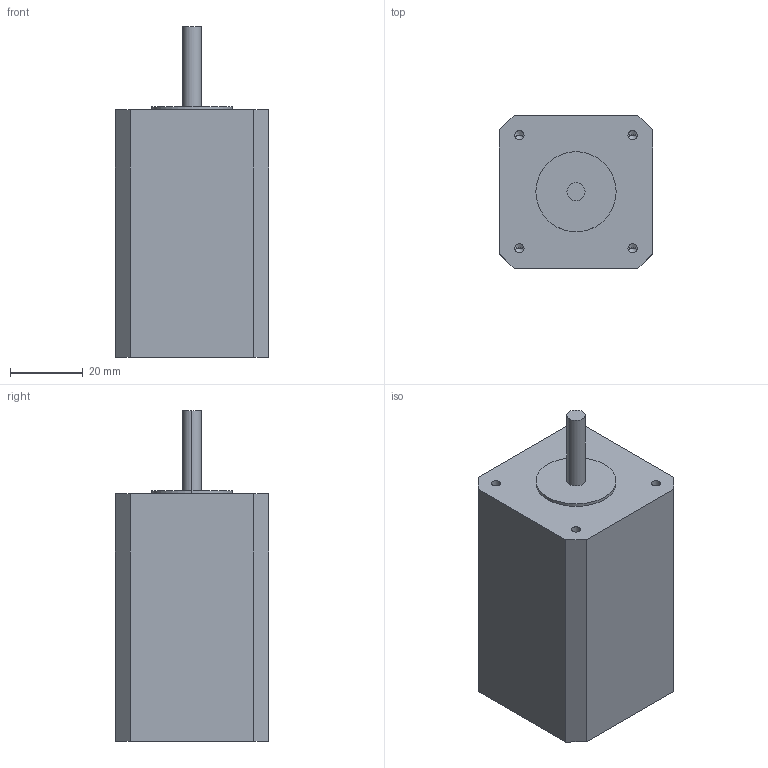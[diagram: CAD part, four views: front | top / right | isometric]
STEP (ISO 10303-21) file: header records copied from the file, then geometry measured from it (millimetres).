
FILE_DESCRIPTION (( 'STEP AP214' ), '1' );
FILE_NAME ('17E1K-05.STEP', '2024-10-09T10:46:03', ( '' ), ( '' ), 'SwSTEP 2.0', 'SolidWorks 2024', '' );
FILE_SCHEMA (( 'AUTOMOTIVE_DESIGN' ));
Length unit declared in the file: millimetre
Products named in the file (1): 17E1K-05
Bounding box: 42 x 42 x 90.75 mm (x, y, z)
Volume: 118238.6 mm3; surface area: 14770.5 mm2
Topology: 1 solids, 1 shells, 32 faces, 76 edges, 44 vertices
Faces by surface type: cylinder 12, plane 12, cone 8
Entity records: 887 total; most frequent: DIRECTION 158, CARTESIAN_POINT 145, ORIENTED_EDGE 136, EDGE_CURVE 68, AXIS2_PLACEMENT_3D 57, VECTOR 44, LINE 44, VERTEX_POINT 44
